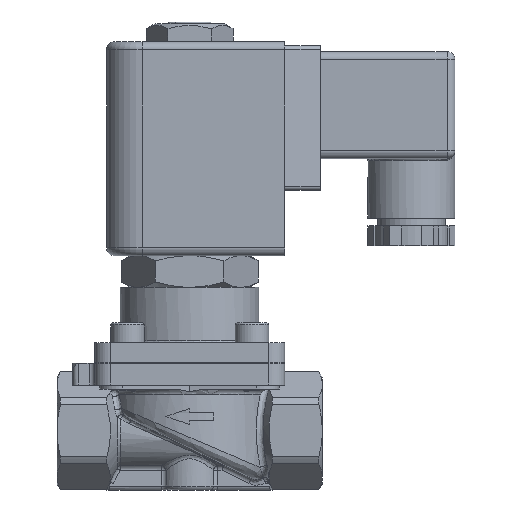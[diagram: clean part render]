
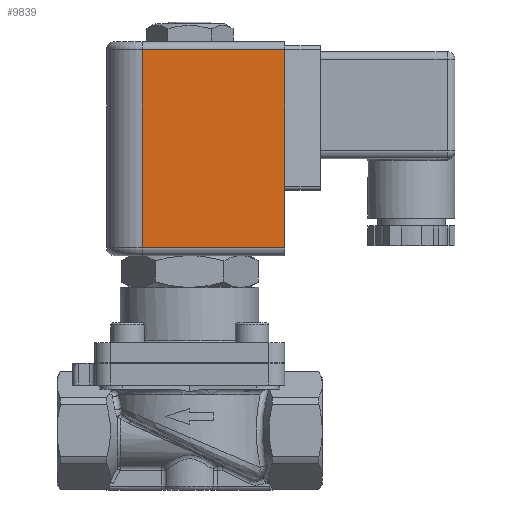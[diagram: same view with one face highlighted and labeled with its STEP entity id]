
A CAD part, left-side view. The second image highlights one B-rep face of the part: STEP entity #9839.
In plain terms, the highlighted planar face has unit normal (-1, 0, 0).
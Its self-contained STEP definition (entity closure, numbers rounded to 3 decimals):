
#700=LINE('',#18922,#1260);
#703=LINE('',#18932,#1263);
#710=LINE('',#18961,#1270);
#711=LINE('',#18963,#1271);
#1260=VECTOR('',#12980,36.);
#1263=VECTOR('',#12989,50.);
#1270=VECTOR('',#13024,50.);
#1271=VECTOR('',#13027,36.);
#2385=FACE_OUTER_BOUND('',#3056,.T.);
#3056=EDGE_LOOP('',(#8061,#8062,#8063,#8064));
#4436=VERTEX_POINT('',#18916);
#4437=VERTEX_POINT('',#18920);
#4441=VERTEX_POINT('',#18930);
#4448=VERTEX_POINT('',#18955);
#5678=EDGE_CURVE('',#4437,#4436,#700,.T.);
#5683=EDGE_CURVE('',#4437,#4441,#703,.T.);
#5698=EDGE_CURVE('',#4436,#4448,#710,.T.);
#5699=EDGE_CURVE('',#4448,#4441,#711,.T.);
#8061=ORIENTED_EDGE('',*,*,#5678,.F.);
#8062=ORIENTED_EDGE('',*,*,#5683,.T.);
#8063=ORIENTED_EDGE('',*,*,#5699,.F.);
#8064=ORIENTED_EDGE('',*,*,#5698,.F.);
#8741=PLANE('',#10764);
#9839=ADVANCED_FACE('',(#2385),#8741,.T.);
#10764=AXIS2_PLACEMENT_3D('',#18970,#13037,#13038);
#12980=DIRECTION('',(0.,1.,0.));
#12989=DIRECTION('',(0.,0.,1.));
#13024=DIRECTION('',(0.,0.,1.));
#13027=DIRECTION('',(0.,-1.,0.));
#13037=DIRECTION('center_axis',(-1.,0.,0.));
#13038=DIRECTION('ref_axis',(0.,0.,1.));
#18916=CARTESIAN_POINT('',(-18.,12.,44.183));
#18920=CARTESIAN_POINT('',(-18.,-24.,44.183));
#18922=CARTESIAN_POINT('',(-18.,-12.75,44.183));
#18930=CARTESIAN_POINT('',(-18.,-24.,94.183));
#18932=CARTESIAN_POINT('',(-18.,-24.,42.183));
#18955=CARTESIAN_POINT('',(-18.,12.,94.183));
#18961=CARTESIAN_POINT('',(-18.,12.,42.183));
#18963=CARTESIAN_POINT('',(-18.,-12.75,94.183));
#18970=CARTESIAN_POINT('Origin',(-18.,-24.,42.183));
